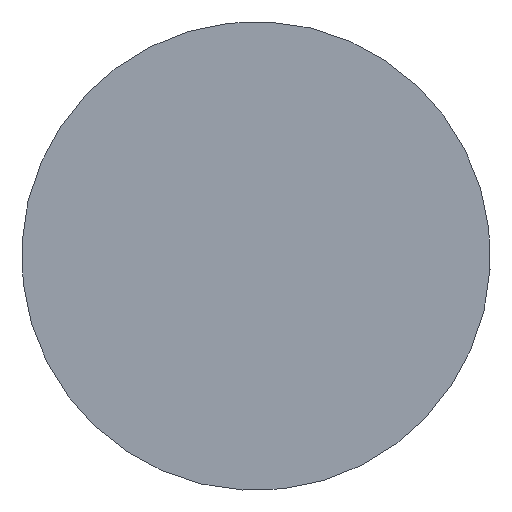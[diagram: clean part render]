
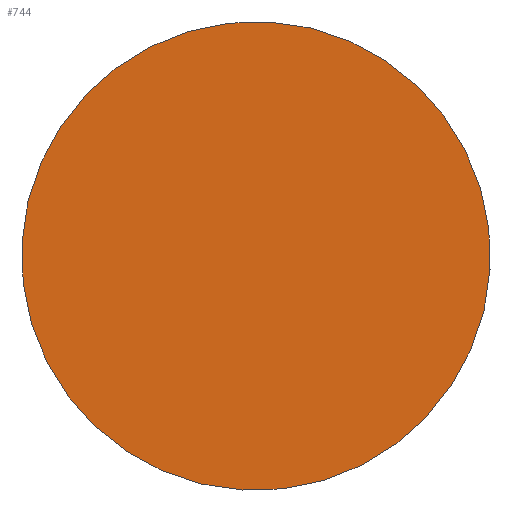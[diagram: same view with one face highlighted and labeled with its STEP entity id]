
A CAD part, front view. The second image highlights one B-rep face of the part: STEP entity #744.
In plain terms, the highlighted planar face has unit normal (0, -1, 0).
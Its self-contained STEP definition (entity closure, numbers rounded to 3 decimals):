
#180=FACE_OUTER_BOUND('',#222,.T.);
#222=EDGE_LOOP('',(#664,#665));
#246=CIRCLE('',#794,30.);
#249=CIRCLE('',#797,30.);
#322=VERTEX_POINT('',#1189);
#323=VERTEX_POINT('',#1190);
#398=EDGE_CURVE('',#322,#323,#246,.T.);
#402=EDGE_CURVE('',#323,#322,#249,.T.);
#664=ORIENTED_EDGE('',*,*,#398,.F.);
#665=ORIENTED_EDGE('',*,*,#402,.F.);
#710=PLANE('',#869);
#744=ADVANCED_FACE('',(#180),#710,.T.);
#794=AXIS2_PLACEMENT_3D('',#1191,#931,#932);
#797=AXIS2_PLACEMENT_3D('',#1197,#938,#939);
#869=AXIS2_PLACEMENT_3D('',#1338,#1105,#1106);
#931=DIRECTION('center_axis',(0.,1.,0.));
#932=DIRECTION('ref_axis',(-0.993,0.,-0.116));
#938=DIRECTION('center_axis',(0.,1.,0.));
#939=DIRECTION('ref_axis',(-0.993,0.,-0.116));
#1105=DIRECTION('center_axis',(0.,-1.,0.));
#1106=DIRECTION('ref_axis',(0.116,0.,-0.993));
#1189=CARTESIAN_POINT('',(-29.797,-66.55,-3.481));
#1190=CARTESIAN_POINT('',(29.797,-66.55,3.481));
#1191=CARTESIAN_POINT('Origin',(0.,-66.55,
0.));
#1197=CARTESIAN_POINT('Origin',(0.,-66.55,
0.));
#1338=CARTESIAN_POINT('Origin',(-14.15,-66.55,-1.653));
